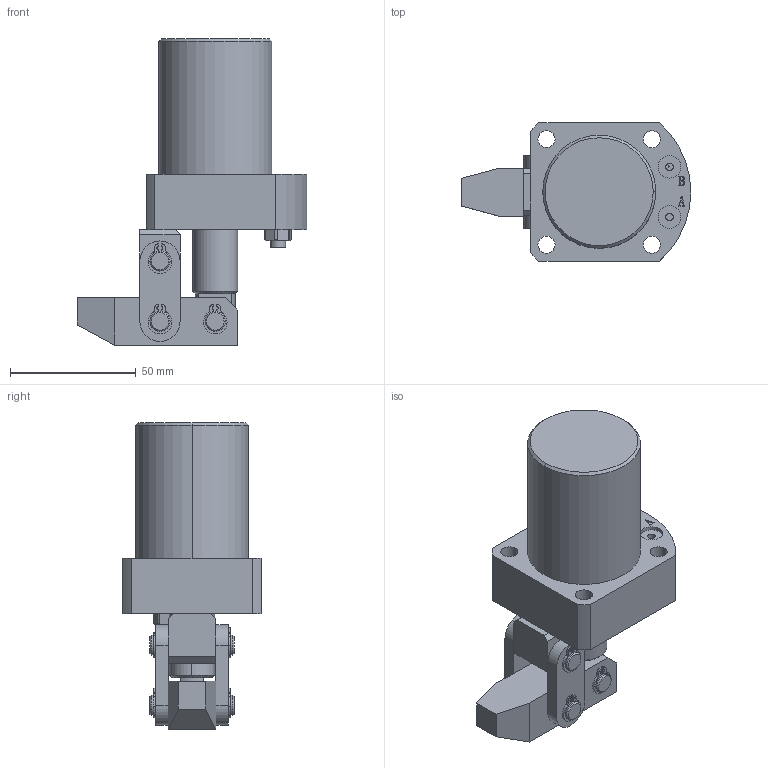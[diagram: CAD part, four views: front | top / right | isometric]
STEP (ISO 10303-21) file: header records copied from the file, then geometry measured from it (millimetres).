
FILE_DESCRIPTION (( 'STEP AP203' ), '1' );
FILE_NAME ('HLC-FCM25.STEP', '2019-10-10T11:51:18', ( '微软用户' ), ( '微软中国' ), 'SwSTEP 2.0', 'SolidWorks 2012', '' );
FILE_SCHEMA (( 'CONFIG_CONTROL_DESIGN' ));
Length unit declared in the file: millimetre
Products named in the file (10): HLC-FCM25; HLC-25盓傅釱; circlips for shaft--type a small gb_GB_CONNECTING_PIECE_RING_RRA 8; HLC-25酗种; HLC-25揤旋; HLC-25蟀裝; HLC-25活塞杆; HLC-25傻种; M10覃誹概; HLC-FCM25掛极
Assembly tree (16 placements, depth 2):
  HLC-FCM25
    HLC-FCM25掛极
    M10覃誹概
    HLC-25傻种
    HLC-25活塞杆
    HLC-25蟀裝  x2
    HLC-25揤旋
    HLC-25酗种  x2
    circlips for shaft--type a small gb_GB_CONNECTING_PIECE_RING_RRA 8  x6
    HLC-25盓傅釱
Bounding box: 91.5 x 55 x 122 mm (x, y, z)
Volume: 180875.4 mm3; surface area: 47777.3 mm2
Topology: 16 solids, 16 shells, 418 faces, 1022 edges, 667 vertices
Faces by surface type: cylinder 201, plane 168, cone 27, bspline 16, torus 6
Entity records: 10319 total; most frequent: CARTESIAN_POINT 2352, DIRECTION 1451, ORIENTED_EDGE 1340, EDGE_CURVE 670, AXIS2_PLACEMENT_3D 540, VERTEX_POINT 435, VECTOR 371, LINE 371
